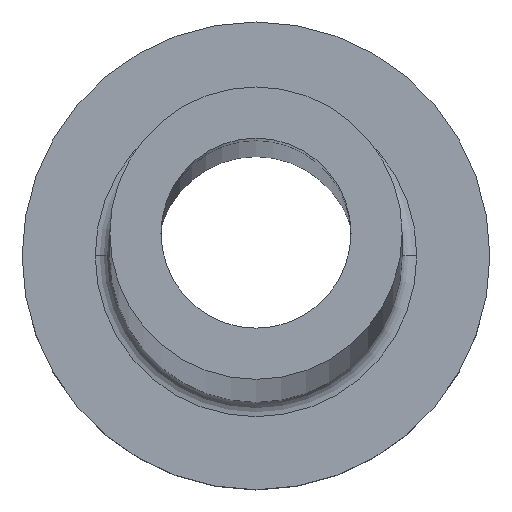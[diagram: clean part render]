
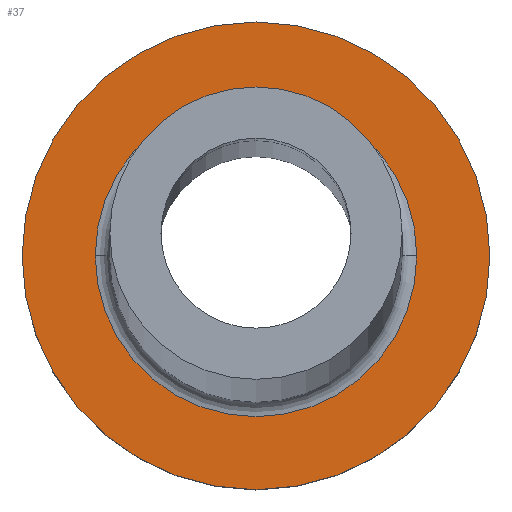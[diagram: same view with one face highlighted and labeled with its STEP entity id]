
A CAD part, top view. The second image highlights one B-rep face of the part: STEP entity #37.
In plain terms, the highlighted planar face has unit normal (0, 0, 1).
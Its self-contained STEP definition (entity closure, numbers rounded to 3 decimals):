
#9 = DIRECTION ( 'NONE',  ( 1., 0., 0. ) ) ;
#23 = DIRECTION ( 'NONE',  ( 0., 0., -1. ) ) ;
#37 = ADVANCED_FACE ( 'NONE', ( #249, #321 ), #80, .T. ) ;
#40 = DIRECTION ( 'NONE',  ( 1., 0., 0. ) ) ;
#49 = CARTESIAN_POINT ( 'NONE',  ( 0., 0., 5. ) ) ;
#64 = CARTESIAN_POINT ( 'NONE',  ( -8., 0., 5. ) ) ;
#69 = EDGE_CURVE ( 'NONE', #397, #437, #342, .T. ) ;
#80 = PLANE ( 'NONE',  #361 ) ;
#155 = DIRECTION ( 'NONE',  ( 0., 0., -1. ) ) ;
#167 = CARTESIAN_POINT ( 'NONE',  ( 5.5, 0., 5. ) ) ;
#172 = CIRCLE ( 'NONE', #433, 5.5 ) ;
#178 = CARTESIAN_POINT ( 'NONE',  ( 0., 0., 5. ) ) ;
#183 = CARTESIAN_POINT ( 'NONE',  ( 0., 0., 5. ) ) ;
#184 = AXIS2_PLACEMENT_3D ( 'NONE', #410, #23, #377 ) ;
#206 = EDGE_CURVE ( 'NONE', #437, #397, #308, .T. ) ;
#215 = EDGE_LOOP ( 'NONE', ( #387, #408 ) ) ;
#216 = DIRECTION ( 'NONE',  ( 0., 0., 1. ) ) ;
#243 = EDGE_LOOP ( 'NONE', ( #403, #347 ) ) ;
#249 = FACE_BOUND ( 'NONE', #243, .T. ) ;
#255 = DIRECTION ( 'NONE',  ( 1., 0., 0. ) ) ;
#263 = CIRCLE ( 'NONE', #184, 5.5 ) ;
#279 = CARTESIAN_POINT ( 'NONE',  ( -5.5, 0., 5. ) ) ;
#280 = EDGE_CURVE ( 'NONE', #312, #390, #172, .T. ) ;
#291 = AXIS2_PLACEMENT_3D ( 'NONE', #339, #370, #299 ) ;
#294 = EDGE_CURVE ( 'NONE', #390, #312, #263, .T. ) ;
#299 = DIRECTION ( 'NONE',  ( 1., 0., 0. ) ) ;
#308 = CIRCLE ( 'NONE', #291, 8. ) ;
#312 = VERTEX_POINT ( 'NONE', #279 ) ;
#321 = FACE_OUTER_BOUND ( 'NONE', #215, .T. ) ;
#328 = DIRECTION ( 'NONE',  ( 0., 0., 1. ) ) ;
#339 = CARTESIAN_POINT ( 'NONE',  ( 0., 0., 5. ) ) ;
#342 = CIRCLE ( 'NONE', #378, 8. ) ;
#347 = ORIENTED_EDGE ( 'NONE', *, *, #280, .T. ) ;
#361 = AXIS2_PLACEMENT_3D ( 'NONE', #183, #328, #9 ) ;
#370 = DIRECTION ( 'NONE',  ( 0., 0., 1. ) ) ;
#377 = DIRECTION ( 'NONE',  ( 1., 0., 0. ) ) ;
#378 = AXIS2_PLACEMENT_3D ( 'NONE', #178, #216, #40 ) ;
#387 = ORIENTED_EDGE ( 'NONE', *, *, #69, .T. ) ;
#390 = VERTEX_POINT ( 'NONE', #167 ) ;
#397 = VERTEX_POINT ( 'NONE', #64 ) ;
#403 = ORIENTED_EDGE ( 'NONE', *, *, #294, .T. ) ;
#408 = ORIENTED_EDGE ( 'NONE', *, *, #206, .T. ) ;
#410 = CARTESIAN_POINT ( 'NONE',  ( 0., 0., 5. ) ) ;
#418 = CARTESIAN_POINT ( 'NONE',  ( 8., 0., 5. ) ) ;
#433 = AXIS2_PLACEMENT_3D ( 'NONE', #49, #155, #255 ) ;
#437 = VERTEX_POINT ( 'NONE', #418 ) ;
